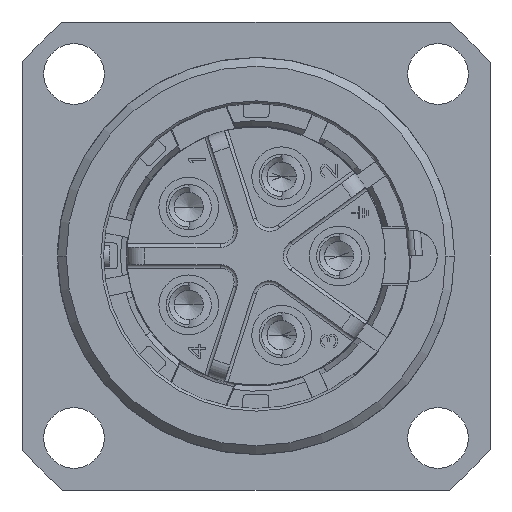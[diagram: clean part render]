
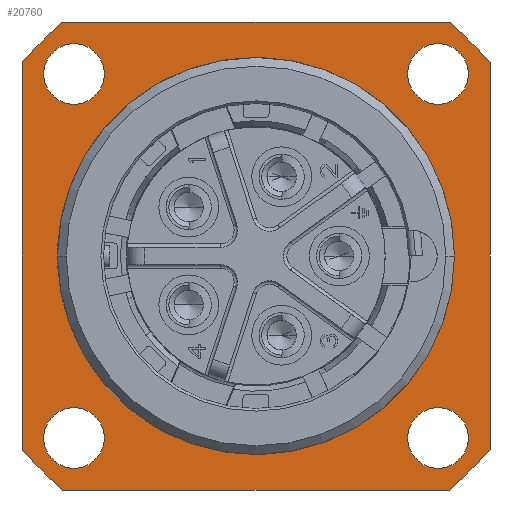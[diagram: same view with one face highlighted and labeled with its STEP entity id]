
A CAD part, left-side view. The second image highlights one B-rep face of the part: STEP entity #20760.
In plain terms, the highlighted planar face has unit normal (-1, 0, 0).
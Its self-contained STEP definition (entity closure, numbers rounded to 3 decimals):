
#5015=CARTESIAN_POINT('',(5.6,0.,0.));
#5016=DIRECTION('',(-1.,0.,0.));
#5017=DIRECTION('',(0.,0.998,-0.061));
#5018=AXIS2_PLACEMENT_3D('',#5015,#5016,#5017);
#5033=DIRECTION('',(0.,1.,0.));
#5034=VECTOR('',#5033,0.19);
#5035=CARTESIAN_POINT('',(5.6,11.239,-0.7));
#5036=LINE('1370',#5035,#5034);
#5050=DIRECTION('',(0.,1.,0.));
#5051=VECTOR('',#5050,0.19);
#5052=CARTESIAN_POINT('',(5.6,11.239,0.7));
#5053=LINE('1369',#5052,#5051);
#5066=DIRECTION('',(0.,0.,1.));
#5067=VECTOR('',#5066,22.271);
#5068=CARTESIAN_POINT('',(5.6,-13.5,-11.136));
#5069=LINE('1215',#5068,#5067);
#5070=CARTESIAN_POINT('',(5.6,0.,0.));
#5071=DIRECTION('',(-1.,0.,0.));
#5072=DIRECTION('',(0.,-0.636,-0.771));
#5073=AXIS2_PLACEMENT_3D('',#5070,#5071,#5072);
#5075=DIRECTION('',(0.,-1.,0.));
#5076=VECTOR('',#5075,22.271);
#5077=CARTESIAN_POINT('',(5.6,11.136,-13.5));
#5078=LINE('1217',#5077,#5076);
#5079=CARTESIAN_POINT('',(5.6,0.,0.));
#5080=DIRECTION('',(-1.,0.,0.));
#5081=DIRECTION('',(0.,0.771,-0.636));
#5082=AXIS2_PLACEMENT_3D('',#5079,#5080,#5081);
#5084=DIRECTION('',(0.,0.,-1.));
#5085=VECTOR('',#5084,22.271);
#5086=CARTESIAN_POINT('',(5.6,13.5,11.136));
#5087=LINE('1219',#5086,#5085);
#5088=CARTESIAN_POINT('',(5.6,0.,0.));
#5089=DIRECTION('',(-1.,0.,0.));
#5090=DIRECTION('',(0.,0.636,0.771));
#5091=AXIS2_PLACEMENT_3D('',#5088,#5089,#5090);
#5093=DIRECTION('',(0.,1.,0.));
#5094=VECTOR('',#5093,22.271);
#5095=CARTESIAN_POINT('',(5.6,-11.136,13.5));
#5096=LINE('1221',#5095,#5094);
#5097=CARTESIAN_POINT('',(5.6,0.,0.));
#5098=DIRECTION('',(-1.,0.,0.));
#5099=DIRECTION('',(0.,-0.771,0.636));
#5100=AXIS2_PLACEMENT_3D('',#5097,#5098,#5099);
#5102=CARTESIAN_POINT('',(5.6,10.5,10.5));
#5103=DIRECTION('',(1.,0.,0.));
#5104=DIRECTION('',(0.,1.,0.));
#5105=AXIS2_PLACEMENT_3D('',#5102,#5103,#5104);
#5107=CARTESIAN_POINT('',(5.6,10.5,10.5));
#5108=DIRECTION('',(1.,0.,0.));
#5109=DIRECTION('',(0.,-1.,0.));
#5110=AXIS2_PLACEMENT_3D('',#5107,#5108,#5109);
#5112=CARTESIAN_POINT('',(5.6,10.5,-10.5));
#5113=DIRECTION('',(1.,0.,0.));
#5114=DIRECTION('',(0.,1.,0.));
#5115=AXIS2_PLACEMENT_3D('',#5112,#5113,#5114);
#5117=CARTESIAN_POINT('',(5.6,10.5,-10.5));
#5118=DIRECTION('',(1.,0.,0.));
#5119=DIRECTION('',(0.,-1.,0.));
#5120=AXIS2_PLACEMENT_3D('',#5117,#5118,#5119);
#5122=CARTESIAN_POINT('',(5.6,-10.5,-10.5));
#5123=DIRECTION('',(1.,0.,0.));
#5124=DIRECTION('',(0.,1.,0.));
#5125=AXIS2_PLACEMENT_3D('',#5122,#5123,#5124);
#5127=CARTESIAN_POINT('',(5.6,-10.5,-10.5));
#5128=DIRECTION('',(1.,0.,0.));
#5129=DIRECTION('',(0.,-1.,0.));
#5130=AXIS2_PLACEMENT_3D('',#5127,#5128,#5129);
#5132=CARTESIAN_POINT('',(5.6,-10.5,10.5));
#5133=DIRECTION('',(1.,0.,0.));
#5134=DIRECTION('',(0.,1.,0.));
#5135=AXIS2_PLACEMENT_3D('',#5132,#5133,#5134);
#5137=CARTESIAN_POINT('',(5.6,-10.5,10.5));
#5138=DIRECTION('',(1.,0.,0.));
#5139=DIRECTION('',(0.,-1.,0.));
#5140=AXIS2_PLACEMENT_3D('',#5137,#5138,#5139);
#5142=DIRECTION('',(0.,0.,-1.));
#5143=VECTOR('',#5142,1.4);
#5144=CARTESIAN_POINT('',(5.6,11.239,0.7));
#5145=LINE('1368',#5144,#5143);
#9506=CARTESIAN_POINT('',(5.6,0.,0.));
#9507=DIRECTION('',(-1.,0.,0.));
#9508=DIRECTION('',(0.,-1.,0.));
#9509=AXIS2_PLACEMENT_3D('',#9506,#9507,#9508);
#9590=CARTESIAN_POINT('',(5.6,-13.5,-11.136));
#9591=CARTESIAN_POINT('',(5.6,-13.5,11.136));
#9592=VERTEX_POINT('',#9590);
#9593=VERTEX_POINT('',#9591);
#9594=CARTESIAN_POINT('',(5.6,-11.136,-13.5));
#9595=VERTEX_POINT('',#9594);
#9596=CARTESIAN_POINT('',(5.6,11.136,-13.5));
#9597=VERTEX_POINT('',#9596);
#9598=CARTESIAN_POINT('',(5.6,13.5,-11.136));
#9599=VERTEX_POINT('',#9598);
#9600=CARTESIAN_POINT('',(5.6,13.5,11.136));
#9601=VERTEX_POINT('',#9600);
#9602=CARTESIAN_POINT('',(5.6,11.136,13.5));
#9603=VERTEX_POINT('',#9602);
#9604=CARTESIAN_POINT('',(5.6,-11.136,13.5));
#9605=VERTEX_POINT('',#9604);
#9614=CARTESIAN_POINT('',(5.6,-11.45,0.));
#9615=VERTEX_POINT('',#9614);
#9620=CARTESIAN_POINT('',(5.6,12.25,10.5));
#9621=CARTESIAN_POINT('',(5.6,8.75,10.5));
#9622=VERTEX_POINT('',#9620);
#9623=VERTEX_POINT('',#9621);
#9628=CARTESIAN_POINT('',(5.6,12.25,-10.5));
#9629=CARTESIAN_POINT('',(5.6,8.75,-10.5));
#9630=VERTEX_POINT('',#9628);
#9631=VERTEX_POINT('',#9629);
#9636=CARTESIAN_POINT('',(5.6,-8.75,-10.5));
#9637=CARTESIAN_POINT('',(5.6,-12.25,-10.5));
#9638=VERTEX_POINT('',#9636);
#9639=VERTEX_POINT('',#9637);
#9644=CARTESIAN_POINT('',(5.6,-8.75,10.5));
#9645=CARTESIAN_POINT('',(5.6,-12.25,10.5));
#9646=VERTEX_POINT('',#9644);
#9647=VERTEX_POINT('',#9645);
#9703=CARTESIAN_POINT('',(5.6,11.429,0.7));
#9705=VERTEX_POINT('',#9703);
#9707=CARTESIAN_POINT('',(5.6,11.429,-0.7));
#9709=VERTEX_POINT('',#9707);
#9751=CARTESIAN_POINT('',(5.6,11.239,0.7));
#9752=CARTESIAN_POINT('',(5.6,11.239,-0.7));
#9753=VERTEX_POINT('',#9751);
#9754=VERTEX_POINT('',#9752);
#20705=CARTESIAN_POINT('',(5.6,0.,0.));
#20706=DIRECTION('',(1.,0.,0.));
#20707=DIRECTION('',(0.,0.,-1.));
#20708=AXIS2_PLACEMENT_3D('',#20705,#20706,#20707);
#20709=PLANE('273',#20708);
#20711=ORIENTED_EDGE('1215',*,*,#20710,.F.);
#20713=ORIENTED_EDGE('1216',*,*,#20712,.F.);
#20715=ORIENTED_EDGE('1217',*,*,#20714,.F.);
#20717=ORIENTED_EDGE('1218',*,*,#20716,.F.);
#20719=ORIENTED_EDGE('1219',*,*,#20718,.F.);
#20721=ORIENTED_EDGE('1220',*,*,#20720,.F.);
#20723=ORIENTED_EDGE('1221',*,*,#20722,.F.);
#20725=ORIENTED_EDGE('1222',*,*,#20724,.F.);
#20726=EDGE_LOOP('273',(#20711,#20713,#20715,#20717,#20719,#20721,#20723,
#20725));
#20727=FACE_OUTER_BOUND('273',#20726,.F.);
#20729=ORIENTED_EDGE('1238',*,*,#20728,.F.);
#20731=ORIENTED_EDGE('1239',*,*,#20730,.F.);
#20732=EDGE_LOOP('273',(#20729,#20731));
#20733=FACE_BOUND('273',#20732,.F.);
#20735=ORIENTED_EDGE('1244',*,*,#20734,.F.);
#20737=ORIENTED_EDGE('1245',*,*,#20736,.F.);
#20738=EDGE_LOOP('273',(#20735,#20737));
#20739=FACE_BOUND('273',#20738,.F.);
#20741=ORIENTED_EDGE('1250',*,*,#20740,.F.);
#20743=ORIENTED_EDGE('1251',*,*,#20742,.F.);
#20744=EDGE_LOOP('273',(#20741,#20743));
#20745=FACE_BOUND('273',#20744,.F.);
#20747=ORIENTED_EDGE('1256',*,*,#20746,.F.);
#20749=ORIENTED_EDGE('1257',*,*,#20748,.F.);
#20750=EDGE_LOOP('273',(#20747,#20749));
#20751=FACE_BOUND('273',#20750,.F.);
#20752=ORIENTED_EDGE('1368',*,*,#20692,.T.);
#20753=ORIENTED_EDGE('1370',*,*,#20623,.T.);
#20754=ORIENTED_EDGE('1314',*,*,#20599,.T.);
#20756=ORIENTED_EDGE('1313',*,*,#20755,.T.);
#20757=ORIENTED_EDGE('1369',*,*,#20667,.F.);
#20758=EDGE_LOOP('273',(#20752,#20753,#20754,#20756,#20757));
#20759=FACE_BOUND('273',#20758,.F.);
#5019=CIRCLE('1314',#5018,11.45);
#5074=CIRCLE('1216',#5073,17.5);
#5083=CIRCLE('1218',#5082,17.5);
#5092=CIRCLE('1220',#5091,17.5);
#5101=CIRCLE('1222',#5100,17.5);
#5106=CIRCLE('1238',#5105,1.75);
#5111=CIRCLE('1239',#5110,1.75);
#5116=CIRCLE('1244',#5115,1.75);
#5121=CIRCLE('1245',#5120,1.75);
#5126=CIRCLE('1250',#5125,1.75);
#5131=CIRCLE('1251',#5130,1.75);
#5136=CIRCLE('1256',#5135,1.75);
#5141=CIRCLE('1257',#5140,1.75);
#9510=CIRCLE('1313',#9509,11.45);
#20599=EDGE_CURVE('1314',#9709,#9615,#5019,.T.);
#20623=EDGE_CURVE('1370',#9754,#9709,#5036,.T.);
#20667=EDGE_CURVE('1369',#9753,#9705,#5053,.T.);
#20692=EDGE_CURVE('1368',#9753,#9754,#5145,.T.);
#20710=EDGE_CURVE('1215',#9592,#9593,#5069,.T.);
#20712=EDGE_CURVE('1216',#9595,#9592,#5074,.T.);
#20714=EDGE_CURVE('1217',#9597,#9595,#5078,.T.);
#20716=EDGE_CURVE('1218',#9599,#9597,#5083,.T.);
#20718=EDGE_CURVE('1219',#9601,#9599,#5087,.T.);
#20720=EDGE_CURVE('1220',#9603,#9601,#5092,.T.);
#20722=EDGE_CURVE('1221',#9605,#9603,#5096,.T.);
#20724=EDGE_CURVE('1222',#9593,#9605,#5101,.T.);
#20728=EDGE_CURVE('1238',#9622,#9623,#5106,.T.);
#20730=EDGE_CURVE('1239',#9623,#9622,#5111,.T.);
#20734=EDGE_CURVE('1244',#9630,#9631,#5116,.T.);
#20736=EDGE_CURVE('1245',#9631,#9630,#5121,.T.);
#20740=EDGE_CURVE('1250',#9638,#9639,#5126,.T.);
#20742=EDGE_CURVE('1251',#9639,#9638,#5131,.T.);
#20746=EDGE_CURVE('1256',#9646,#9647,#5136,.T.);
#20748=EDGE_CURVE('1257',#9647,#9646,#5141,.T.);
#20755=EDGE_CURVE('1313',#9615,#9705,#9510,.T.);
#20760=ADVANCED_FACE('273',(#20727,#20733,#20739,#20745,#20751,#20759),#20709,
.F.);
